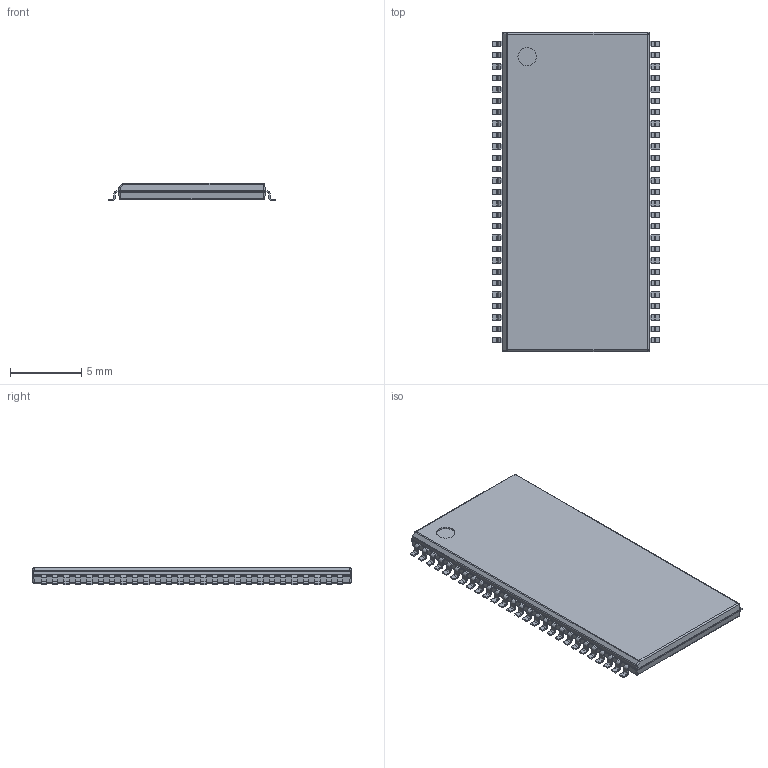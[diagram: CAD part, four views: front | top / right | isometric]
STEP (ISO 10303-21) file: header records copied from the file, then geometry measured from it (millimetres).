
FILE_DESCRIPTION(('Open CASCADE Model'),'2;1');
FILE_NAME('Open CASCADE Shape Model','2022-05-15T15:24:21',('Author'),( 'Open CASCADE'),'Open CASCADE STEP processor 6.8','Open CASCADE 6.8' ,'Unknown');
FILE_SCHEMA(('AUTOMOTIVE_DESIGN { 1 0 10303 214 1 1 1 1 }'));
Length unit declared in the file: millimetre
Products named in the file (7): PCB; Designator1; 6809273280; Open_CASCADE_STEP_translator_6.8_3.1; Body; Open_CASCADE_STEP_translator_6.8_3.2.1; Leader
Assembly tree (58 placements, depth 4):
  PCB
  Designator1
    6809273280
      Open_CASCADE_STEP_translator_6.8_3.1
      Body
        Open_CASCADE_STEP_translator_6.8_3.2.1
      Leader  x54
Bounding box: 11.76 x 22.4 x 1.2 mm (x, y, z)
Volume: 264.7 mm3; surface area: 588.7 mm2
Topology: 55 solids, 56 shells, 1255 faces, 2514 edges, 1361 vertices
Faces by surface type: plane 989, cylinder 248, sphere 10, bspline 8
Full cylindrical faces by diameter (mm): 1.288 x1
Entity records: 3379 total; most frequent: CARTESIAN_POINT 1161, DIRECTION 461, ORIENTED_EDGE 343, AXIS2_PLACEMENT_3D 181, EDGE_CURVE 172, LINE 99, VECTOR 99, FACE_BOUND 90
